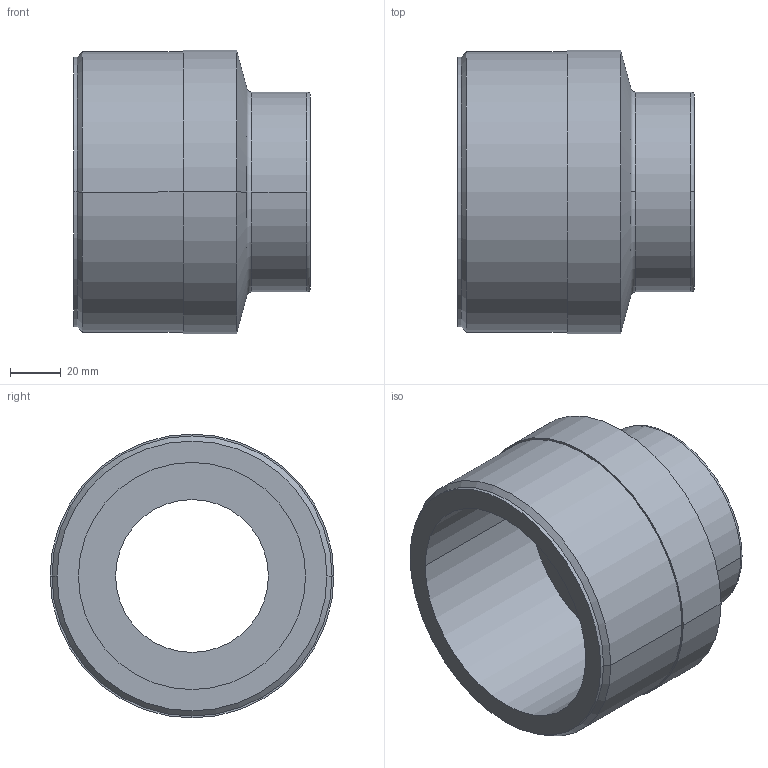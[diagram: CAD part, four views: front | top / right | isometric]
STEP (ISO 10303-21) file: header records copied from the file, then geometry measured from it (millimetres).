
FILE_DESCRIPTION(('STEP AP214'),'1');
FILE_NAME('rim110063.stp','2018-02-12T13:29:33',('TraceParts'),('TraceParts S.A.'),'Spatial InterOp 3D',' ',' ');
FILE_SCHEMA(('automotive_design'));
Length unit declared in the file: millimetre
Products named in the file (1): rim110063
Bounding box: 93 x 111.5 x 111.5 mm (x, y, z)
Volume: 296150.9 mm3; surface area: 64557.9 mm2
Topology: 1 solids, 1 shells, 29 faces, 68 edges, 44 vertices
Faces by surface type: cylinder 14, torus 6, plane 5, cone 4
Entity records: 1120 total; most frequent: DIRECTION 178, CARTESIAN_POINT 142, ORIENTED_EDGE 136, AXIS2_PLACEMENT_3D 80, EDGE_CURVE 68, CIRCLE 50, VERTEX_POINT 44, EDGE_LOOP 34
